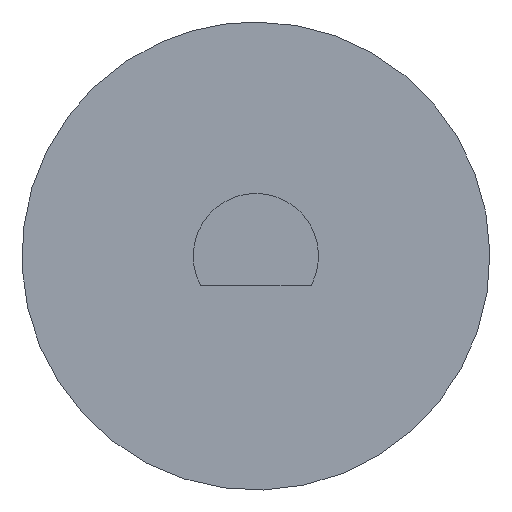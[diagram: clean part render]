
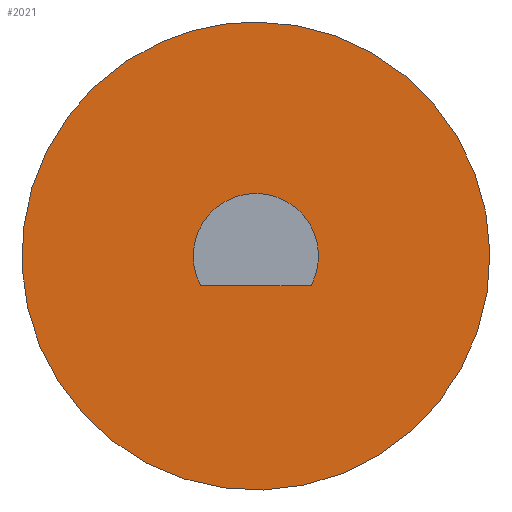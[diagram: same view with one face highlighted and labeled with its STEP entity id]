
A CAD part, front view. The second image highlights one B-rep face of the part: STEP entity #2021.
In plain terms, the highlighted planar face has unit normal (0, -1, 0).
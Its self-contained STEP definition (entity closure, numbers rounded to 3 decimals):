
#17=FACE_BOUND('',#574,.T.);
#355=PLANE('',#2133);
#454=FACE_OUTER_BOUND('',#573,.T.);
#573=EDGE_LOOP('',(#1675,#1676));
#574=EDGE_LOOP('',(#1677,#1678));
#600=LINE('',#2411,#618);
#618=VECTOR('',#2178,10.);
#634=CIRCLE('',#2060,1.7);
#688=CIRCLE('',#2134,6.35);
#689=CIRCLE('',#2135,6.35);
#710=VERTEX_POINT('',#2402);
#711=VERTEX_POINT('',#2403);
#884=VERTEX_POINT('',#8008);
#885=VERTEX_POINT('',#8009);
#924=EDGE_CURVE('',#710,#711,#634,.T.);
#928=EDGE_CURVE('',#711,#710,#600,.T.);
#1182=EDGE_CURVE('',#884,#885,#688,.T.);
#1183=EDGE_CURVE('',#885,#884,#689,.T.);
#1675=ORIENTED_EDGE('',*,*,#1182,.T.);
#1676=ORIENTED_EDGE('',*,*,#1183,.T.);
#1677=ORIENTED_EDGE('',*,*,#924,.T.);
#1678=ORIENTED_EDGE('',*,*,#928,.T.);
#2021=ADVANCED_FACE('',(#454,#17),#355,.T.);
#2060=AXIS2_PLACEMENT_3D('',#2404,#2170,#2171);
#2133=AXIS2_PLACEMENT_3D('',#8007,#2320,#2321);
#2134=AXIS2_PLACEMENT_3D('',#8010,#2322,#2323);
#2135=AXIS2_PLACEMENT_3D('',#8011,#2324,#2325);
#2170=DIRECTION('center_axis',(0.,1.,0.));
#2171=DIRECTION('ref_axis',(1.,0.,0.));
#2178=DIRECTION('',(-1.,0.,0.));
#2320=DIRECTION('center_axis',(0.,-1.,0.));
#2321=DIRECTION('ref_axis',(0.,0.,-1.));
#2322=DIRECTION('center_axis',(0.,-1.,0.));
#2323=DIRECTION('ref_axis',(-0.4,0.,0.917));
#2324=DIRECTION('center_axis',(0.,-1.,0.));
#2325=DIRECTION('ref_axis',(-0.4,0.,0.917));
#2402=CARTESIAN_POINT('',(-1.5,0.,-0.8));
#2403=CARTESIAN_POINT('',(1.5,0.,-0.8));
#2404=CARTESIAN_POINT('Origin',(0.,0.,0.));
#2411=CARTESIAN_POINT('',(0.75,0.,-0.8));
#8007=CARTESIAN_POINT('Origin',(0.,0.,-6.35));
#8008=CARTESIAN_POINT('',(-2.54,0.,5.82));
#8009=CARTESIAN_POINT('',(0.,0.,6.35));
#8010=CARTESIAN_POINT('Origin',(0.,0.,0.));
#8011=CARTESIAN_POINT('Origin',(0.,0.,0.));
